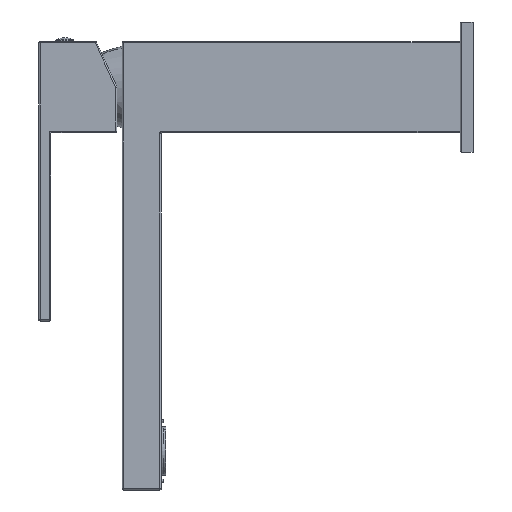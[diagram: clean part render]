
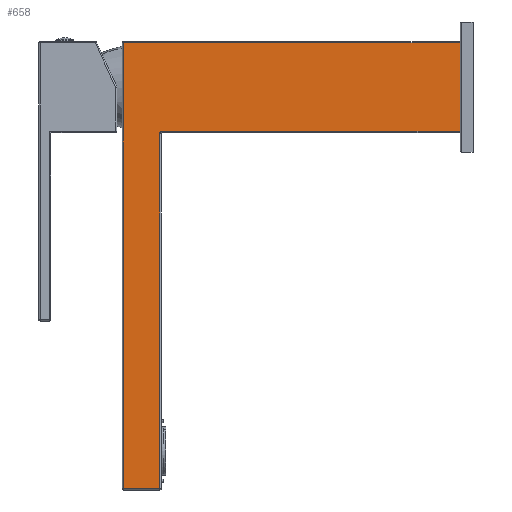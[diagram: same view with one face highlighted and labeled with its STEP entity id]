
A CAD part, left-side view. The second image highlights one B-rep face of the part: STEP entity #658.
In plain terms, the highlighted planar face has unit normal (-1, 0, 0).
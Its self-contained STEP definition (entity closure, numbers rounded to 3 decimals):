
#44=DIRECTION('',(0.,0.,1.));
#45=VECTOR('',#44,171.5);
#46=CARTESIAN_POINT('',(0.,60.961,-131.119));
#47=LINE('',#46,#45);
#52=DIRECTION('',(0.,0.,1.));
#53=VECTOR('',#52,34.);
#54=CARTESIAN_POINT('',(0.,-68.539,6.381));
#55=LINE('',#54,#53);
#56=CARTESIAN_POINT('',(0.,45.961,5.381));
#57=DIRECTION('',(1.,0.,0.));
#58=DIRECTION('',(0.,1.,0.));
#59=AXIS2_PLACEMENT_3D('',#56,#57,#58);
#61=DIRECTION('',(0.,-1.,0.));
#62=VECTOR('',#61,129.5);
#63=CARTESIAN_POINT('',(0.,60.961,40.381));
#64=LINE('',#63,#62);
#255=DIRECTION('',(0.,0.,-1.));
#256=VECTOR('',#255,136.5);
#257=CARTESIAN_POINT('',(0.,46.961,5.381));
#258=LINE('',#257,#256);
#293=DIRECTION('',(0.,1.,0.));
#294=VECTOR('',#293,14.);
#295=CARTESIAN_POINT('',(0.,46.961,-131.119));
#296=LINE('',#295,#294);
#428=DIRECTION('',(0.,1.,0.));
#429=VECTOR('',#428,114.5);
#430=CARTESIAN_POINT('',(0.,-68.539,6.381));
#431=LINE('',#430,#429);
#469=CARTESIAN_POINT('',(0.,60.961,40.381));
#471=VERTEX_POINT('',#469);
#481=CARTESIAN_POINT('',(0.,-68.539,40.381));
#483=VERTEX_POINT('',#481);
#507=CARTESIAN_POINT('',(0.,60.961,-131.119));
#509=VERTEX_POINT('',#507);
#531=CARTESIAN_POINT('',(0.,46.961,-131.119));
#533=VERTEX_POINT('',#531);
#543=CARTESIAN_POINT('',(0.,45.961,6.381));
#545=VERTEX_POINT('',#543);
#546=CARTESIAN_POINT('',(0.,46.961,5.381));
#547=VERTEX_POINT('',#546);
#550=CARTESIAN_POINT('',(0.,-68.539,6.381));
#552=VERTEX_POINT('',#550);
#638=CARTESIAN_POINT('',(0.,22.598,-19.233));
#639=DIRECTION('',(1.,0.,0.));
#640=DIRECTION('',(0.,0.,-1.));
#641=AXIS2_PLACEMENT_3D('',#638,#639,#640);
#642=PLANE('',#641);
#644=ORIENTED_EDGE('',*,*,#643,.T.);
#646=ORIENTED_EDGE('',*,*,#645,.F.);
#648=ORIENTED_EDGE('',*,*,#647,.T.);
#650=ORIENTED_EDGE('',*,*,#649,.F.);
#652=ORIENTED_EDGE('',*,*,#651,.T.);
#654=ORIENTED_EDGE('',*,*,#653,.T.);
#655=ORIENTED_EDGE('',*,*,#626,.T.);
#656=EDGE_LOOP('',(#644,#646,#648,#650,#652,#654,#655));
#657=FACE_OUTER_BOUND('',#656,.F.);
#658=ADVANCED_FACE('',(#657),#642,.F.);
#60=CIRCLE('',#59,1.);
#626=EDGE_CURVE('',#509,#471,#47,.T.);
#643=EDGE_CURVE('',#471,#483,#64,.T.);
#645=EDGE_CURVE('',#552,#483,#55,.T.);
#647=EDGE_CURVE('',#552,#545,#431,.T.);
#649=EDGE_CURVE('',#547,#545,#60,.T.);
#651=EDGE_CURVE('',#547,#533,#258,.T.);
#653=EDGE_CURVE('',#533,#509,#296,.T.);
